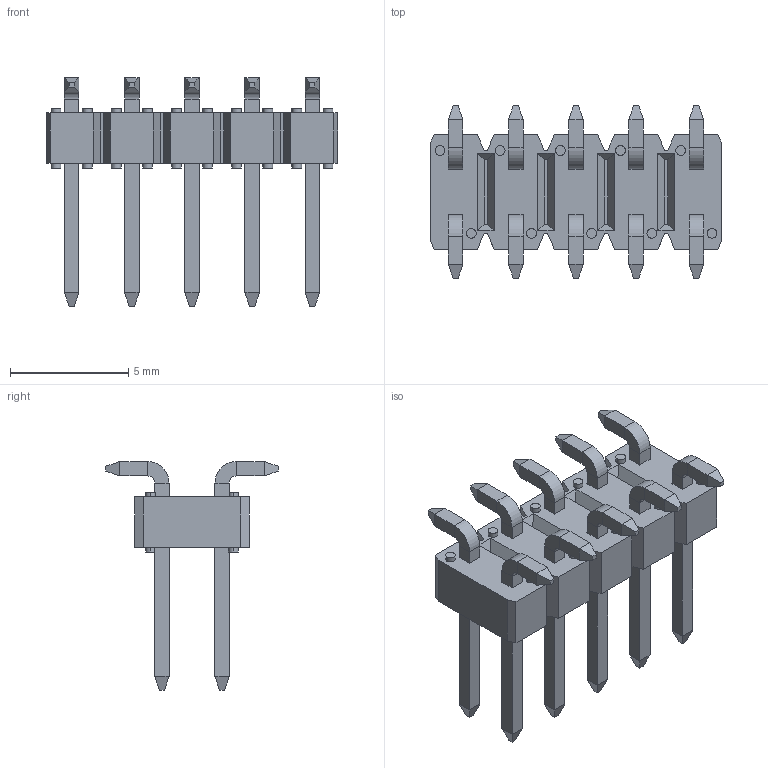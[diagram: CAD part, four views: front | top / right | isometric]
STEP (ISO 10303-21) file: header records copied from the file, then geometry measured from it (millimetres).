
FILE_DESCRIPTION((''),'2;1');
FILE_NAME('95278_Y01_10_ASM','2006-12-07T',('lmulin'),('FCI - CDC Division'),'PRO/ENGINEER BY PARAMETRIC TECHNOLOGY CORPORATION, 2004490','PRO/ENGINEER BY PARAMETRIC TECHNOLOGY CORPORATION, 2004490','');
FILE_SCHEMA(('CONFIG_CONTROL_DESIGN'));
Length unit declared in the file: millimetre
Products named in the file (3): 98470-010; 77310_YXXSMT; 95278_Y01_10_ASM
Assembly tree (11 placements, depth 2):
  95278_Y01_10_ASM
    98470-010
    77310_YXXSMT  x10
Bounding box: 12.3 x 7.29 x 9.66 mm (x, y, z)
Volume: 149.8 mm3; surface area: 537.7 mm2
Topology: 11 solids, 11 shells, 402 faces, 896 edges, 544 vertices
Faces by surface type: plane 342, cylinder 60
Entity records: 6145 total; most frequent: CARTESIAN_POINT 1046, DIRECTION 1020, ORIENTED_EDGE 1000, EDGE_CURVE 500, VECTOR 416, LINE 416, VERTEX_POINT 328, AXIS2_PLACEMENT_3D 302
